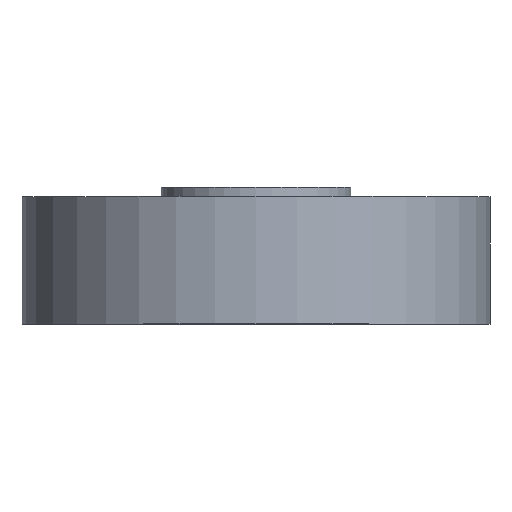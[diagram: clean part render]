
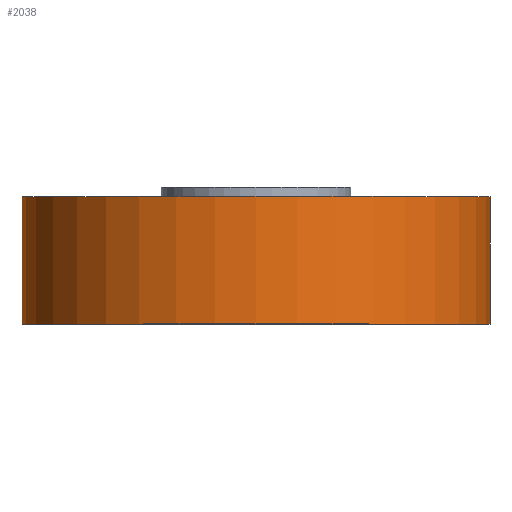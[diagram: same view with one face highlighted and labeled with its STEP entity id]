
A CAD part, top view. The second image highlights one B-rep face of the part: STEP entity #2038.
In plain terms, the highlighted cylindrical face has radius 75.946 mm (diameter 151.892 mm), a full revolution.
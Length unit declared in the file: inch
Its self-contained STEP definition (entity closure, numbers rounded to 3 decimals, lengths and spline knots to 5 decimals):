
#77=LINE('',#3164,#165);
#78=LINE('',#3165,#166);
#165=VECTOR('',#2486,1.);
#166=VECTOR('',#2487,1.);
#345=FACE_BOUND('',#695,.T.);
#346=FACE_BOUND('',#696,.T.);
#451=CYLINDRICAL_SURFACE('',#2221,2.99);
#519=FACE_OUTER_BOUND('',#694,.T.);
#694=EDGE_LOOP('',(#1562));
#695=EDGE_LOOP('',(#1563,#1564,#1565,#1566));
#696=EDGE_LOOP('',(#1567));
#903=CIRCLE('',#2168,2.99);
#904=CIRCLE('',#2170,2.99);
#935=CIRCLE('',#2220,2.99);
#936=CIRCLE('',#2222,2.99);
#1054=VERTEX_POINT('',#3154);
#1055=VERTEX_POINT('',#3155);
#1056=VERTEX_POINT('',#3159);
#1057=VERTEX_POINT('',#3160);
#1088=VERTEX_POINT('',#3244);
#1089=VERTEX_POINT('',#3247);
#1251=EDGE_CURVE('',#1054,#1055,#903,.T.);
#1253=EDGE_CURVE('',#1056,#1057,#904,.T.);
#1255=EDGE_CURVE('',#1057,#1054,#77,.T.);
#1256=EDGE_CURVE('',#1055,#1056,#78,.T.);
#1287=EDGE_CURVE('',#1088,#1088,#935,.T.);
#1288=EDGE_CURVE('',#1089,#1089,#936,.T.);
#1562=ORIENTED_EDGE('',*,*,#1287,.T.);
#1563=ORIENTED_EDGE('',*,*,#1253,.T.);
#1564=ORIENTED_EDGE('',*,*,#1255,.T.);
#1565=ORIENTED_EDGE('',*,*,#1251,.T.);
#1566=ORIENTED_EDGE('',*,*,#1256,.T.);
#1567=ORIENTED_EDGE('',*,*,#1288,.F.);
#2038=ADVANCED_FACE('',(#519,#345,#346),#451,.T.);
#2168=AXIS2_PLACEMENT_3D('',#3156,#2476,#2477);
#2170=AXIS2_PLACEMENT_3D('',#3161,#2481,#2482);
#2220=AXIS2_PLACEMENT_3D('',#3245,#2584,#2585);
#2221=AXIS2_PLACEMENT_3D('',#3246,#2586,#2587);
#2222=AXIS2_PLACEMENT_3D('',#3248,#2588,#2589);
#2476=DIRECTION('center_axis',(0.,-1.,0.));
#2477=DIRECTION('ref_axis',(1.,0.,0.));
#2481=DIRECTION('center_axis',(0.,1.,0.));
#2482=DIRECTION('ref_axis',(1.,0.,0.));
#2486=DIRECTION('',(0.,-1.,0.));
#2487=DIRECTION('',(0.,1.,0.));
#2584=DIRECTION('center_axis',(0.,-1.,0.));
#2585=DIRECTION('ref_axis',(1.,0.,0.));
#2586=DIRECTION('center_axis',(0.,-1.,0.));
#2587=DIRECTION('ref_axis',(1.,0.,0.));
#2588=DIRECTION('center_axis',(0.,-1.,0.));
#2589=DIRECTION('ref_axis',(1.,0.,0.));
#3154=CARTESIAN_POINT('',(-0.4994,0.33248,-2.948));
#3155=CARTESIAN_POINT('',(0.4994,0.33248,-2.948));
#3156=CARTESIAN_POINT('Origin',(0.,0.33248,
0.));
#3159=CARTESIAN_POINT('',(0.4994,1.33248,-2.948));
#3160=CARTESIAN_POINT('',(-0.4994,1.33248,-2.948));
#3161=CARTESIAN_POINT('Origin',(0.,1.33248,
0.));
#3164=CARTESIAN_POINT('',(-0.4994,0.82748,-2.948));
#3165=CARTESIAN_POINT('',(0.4994,0.82748,-2.948));
#3244=CARTESIAN_POINT('',(2.99,1.64248,0.));
#3245=CARTESIAN_POINT('Origin',(0.,1.64248,
0.));
#3246=CARTESIAN_POINT('Origin',(0.,0.82748,
0.));
#3247=CARTESIAN_POINT('',(2.99,0.01248,0.));
#3248=CARTESIAN_POINT('Origin',(0.,0.01248,
0.));
